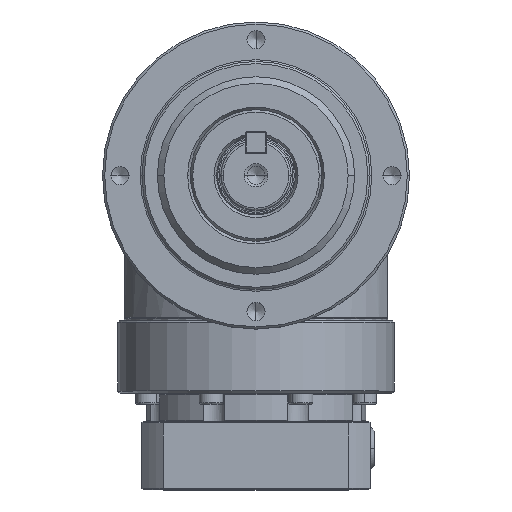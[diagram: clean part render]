
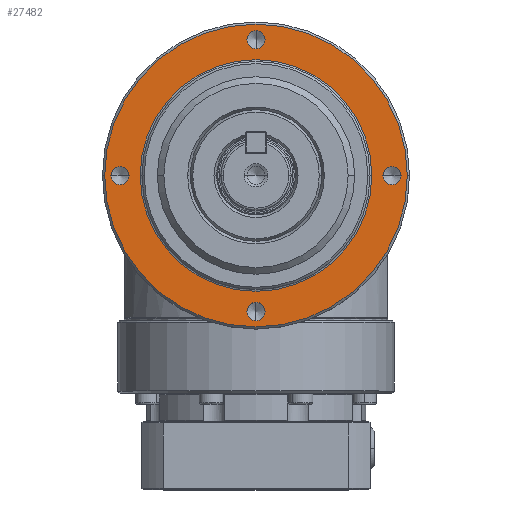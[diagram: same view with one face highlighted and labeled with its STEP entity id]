
A CAD part, top view. The second image highlights one B-rep face of the part: STEP entity #27482.
In plain terms, the highlighted planar face has unit normal (0, 0, 1).
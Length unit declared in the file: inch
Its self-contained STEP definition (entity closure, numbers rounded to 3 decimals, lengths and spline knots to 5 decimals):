
#172 = FACE_BOUND ( 'NONE', #25168, .T. ) ;
#251 = AXIS2_PLACEMENT_3D ( 'NONE', #9113, #23960, #11290 ) ;
#359 = CARTESIAN_POINT ( 'NONE',  ( 0., 1.22047, 0. ) ) ;
#783 = VERTEX_POINT ( 'NONE', #17907 ) ;
#836 = FACE_BOUND ( 'NONE', #6533, .T. ) ;
#899 = CIRCLE ( 'NONE', #26847, 0.08138 ) ;
#1081 = EDGE_CURVE ( 'NONE', #3179, #6157, #15800, .T. ) ;
#1178 = DIRECTION ( 'NONE',  ( 0., 0., -1. ) ) ;
#1606 = EDGE_CURVE ( 'NONE', #24766, #9828, #6580, .T. ) ;
#1629 = ORIENTED_EDGE ( 'NONE', *, *, #1765, .T. ) ;
#1645 = DIRECTION ( 'NONE',  ( -1., 0., 0. ) ) ;
#1765 = EDGE_CURVE ( 'NONE', #783, #9296, #17040, .T. ) ;
#1983 = EDGE_CURVE ( 'NONE', #9296, #783, #899, .T. ) ;
#2366 = CARTESIAN_POINT ( 'NONE',  ( 1.22047, 0., 0. ) ) ;
#2531 = DIRECTION ( 'NONE',  ( 0., 1., 0. ) ) ;
#3179 = VERTEX_POINT ( 'NONE', #10497 ) ;
#3320 = ORIENTED_EDGE ( 'NONE', *, *, #22619, .T. ) ;
#3357 = EDGE_CURVE ( 'NONE', #6157, #3179, #25575, .T. ) ;
#3818 = DIRECTION ( 'NONE',  ( -1., 0., 0. ) ) ;
#3844 = DIRECTION ( 'NONE',  ( 0., 0., 1. ) ) ;
#3905 = CARTESIAN_POINT ( 'NONE',  ( -1.13909, 0., 0. ) ) ;
#3941 = CARTESIAN_POINT ( 'NONE',  ( 0., 0., 0. ) ) ;
#4098 = DIRECTION ( 'NONE',  ( 0., 0., -1. ) ) ;
#4513 = DIRECTION ( 'NONE',  ( 1., 0., 0. ) ) ;
#4571 = EDGE_CURVE ( 'NONE', #25102, #7606, #21586, .T. ) ;
#4768 = CARTESIAN_POINT ( 'NONE',  ( -1.22047, 0., 0. ) ) ;
#4983 = DIRECTION ( 'NONE',  ( 0., 0., -1. ) ) ;
#5048 = AXIS2_PLACEMENT_3D ( 'NONE', #5325, #20272, #7479 ) ;
#5066 = DIRECTION ( 'NONE',  ( 0., 0., -1. ) ) ;
#5325 = CARTESIAN_POINT ( 'NONE',  ( 0., -1.22047, 0. ) ) ;
#5506 = VERTEX_POINT ( 'NONE', #22657 ) ;
#5677 = EDGE_CURVE ( 'NONE', #23116, #15264, #26070, .T. ) ;
#5825 = AXIS2_PLACEMENT_3D ( 'NONE', #359, #15362, #2531 ) ;
#5859 = FACE_BOUND ( 'NONE', #11835, .T. ) ;
#6157 = VERTEX_POINT ( 'NONE', #12427 ) ;
#6501 = FACE_BOUND ( 'NONE', #9711, .T. ) ;
#6533 = EDGE_LOOP ( 'NONE', ( #1629, #18223 ) ) ;
#6580 = CIRCLE ( 'NONE', #12918, 0.08138 ) ;
#6906 = CARTESIAN_POINT ( 'NONE',  ( 0., 0., 0. ) ) ;
#6932 = DIRECTION ( 'NONE',  ( -1., 0., 0. ) ) ;
#7111 = AXIS2_PLACEMENT_3D ( 'NONE', #2366, #17367, #4513 ) ;
#7479 = DIRECTION ( 'NONE',  ( 0., -1., 0. ) ) ;
#7606 = VERTEX_POINT ( 'NONE', #20896 ) ;
#7848 = EDGE_CURVE ( 'NONE', #16543, #5506, #24418, .T. ) ;
#8079 = CARTESIAN_POINT ( 'NONE',  ( 0., 1.30185, 0. ) ) ;
#8813 = AXIS2_PLACEMENT_3D ( 'NONE', #6906, #21823, #9077 ) ;
#9077 = DIRECTION ( 'NONE',  ( -1., 0., 0. ) ) ;
#9113 = CARTESIAN_POINT ( 'NONE',  ( 0., 0., 0. ) ) ;
#9296 = VERTEX_POINT ( 'NONE', #3905 ) ;
#9695 = PLANE ( 'NONE',  #19280 ) ;
#9711 = EDGE_LOOP ( 'NONE', ( #22427, #16390 ) ) ;
#9828 = VERTEX_POINT ( 'NONE', #12503 ) ;
#9992 = CIRCLE ( 'NONE', #21632, 1.35827 ) ;
#10497 = CARTESIAN_POINT ( 'NONE',  ( 1.03937, 0., 0. ) ) ;
#10570 = DIRECTION ( 'NONE',  ( 0., 0., -1. ) ) ;
#11258 = CIRCLE ( 'NONE', #7111, 0.08138 ) ;
#11290 = DIRECTION ( 'NONE',  ( -1., 0., 0. ) ) ;
#11590 = FACE_OUTER_BOUND ( 'NONE', #22385, .T. ) ;
#11835 = EDGE_LOOP ( 'NONE', ( #27077, #11912 ) ) ;
#11912 = ORIENTED_EDGE ( 'NONE', *, *, #1606, .T. ) ;
#12427 = CARTESIAN_POINT ( 'NONE',  ( -1.03937, 0., 0. ) ) ;
#12503 = CARTESIAN_POINT ( 'NONE',  ( 1.30185, 0., 0. ) ) ;
#12629 = ORIENTED_EDGE ( 'NONE', *, *, #7848, .T. ) ;
#12647 = CARTESIAN_POINT ( 'NONE',  ( 0., -1.13909, 0. ) ) ;
#12918 = AXIS2_PLACEMENT_3D ( 'NONE', #17948, #5066, #20043 ) ;
#13601 = CARTESIAN_POINT ( 'NONE',  ( 1.35827, 0., 0. ) ) ;
#13968 = CIRCLE ( 'NONE', #5048, 0.08138 ) ;
#14452 = DIRECTION ( 'NONE',  ( 0., 0., -1. ) ) ;
#14533 = ORIENTED_EDGE ( 'NONE', *, *, #1081, .F. ) ;
#15264 = VERTEX_POINT ( 'NONE', #12647 ) ;
#15362 = DIRECTION ( 'NONE',  ( 0., 0., -1. ) ) ;
#15528 = ORIENTED_EDGE ( 'NONE', *, *, #16759, .F. ) ;
#15800 = CIRCLE ( 'NONE', #20717, 1.03937 ) ;
#16154 = DIRECTION ( 'NONE',  ( -1., 0., 0. ) ) ;
#16287 = CIRCLE ( 'NONE', #5825, 0.08138 ) ;
#16390 = ORIENTED_EDGE ( 'NONE', *, *, #17354, .T. ) ;
#16421 = CARTESIAN_POINT ( 'NONE',  ( 1.13909, 0., 0. ) ) ;
#16543 = VERTEX_POINT ( 'NONE', #8079 ) ;
#16759 = EDGE_CURVE ( 'NONE', #7606, #25102, #9992, .T. ) ;
#16964 = CARTESIAN_POINT ( 'NONE',  ( 0., 1.22047, 0. ) ) ;
#17040 = CIRCLE ( 'NONE', #26512, 0.08138 ) ;
#17265 = FACE_BOUND ( 'NONE', #25554, .T. ) ;
#17354 = EDGE_CURVE ( 'NONE', #15264, #23116, #13968, .T. ) ;
#17367 = DIRECTION ( 'NONE',  ( 0., 0., -1. ) ) ;
#17847 = CARTESIAN_POINT ( 'NONE',  ( 0., 0., 0. ) ) ;
#17907 = CARTESIAN_POINT ( 'NONE',  ( -1.30185, 0., 0. ) ) ;
#17948 = CARTESIAN_POINT ( 'NONE',  ( 1.22047, 0., 0. ) ) ;
#18223 = ORIENTED_EDGE ( 'NONE', *, *, #1983, .T. ) ;
#18548 = ORIENTED_EDGE ( 'NONE', *, *, #3357, .F. ) ;
#19069 = DIRECTION ( 'NONE',  ( 0., 1., 0. ) ) ;
#19280 = AXIS2_PLACEMENT_3D ( 'NONE', #24520, #1178, #16154 ) ;
#19310 = CARTESIAN_POINT ( 'NONE',  ( 0., -1.30185, 0. ) ) ;
#19676 = EDGE_CURVE ( 'NONE', #9828, #24766, #11258, .T. ) ;
#19733 = DIRECTION ( 'NONE',  ( 0., 0., -1. ) ) ;
#19946 = DIRECTION ( 'NONE',  ( -1., 0., 0. ) ) ;
#20043 = DIRECTION ( 'NONE',  ( 1., 0., 0. ) ) ;
#20272 = DIRECTION ( 'NONE',  ( 0., 0., -1. ) ) ;
#20531 = ORIENTED_EDGE ( 'NONE', *, *, #4571, .F. ) ;
#20717 = AXIS2_PLACEMENT_3D ( 'NONE', #3941, #3844, #3818 ) ;
#20896 = CARTESIAN_POINT ( 'NONE',  ( -1.35827, 0., 0. ) ) ;
#21295 = AXIS2_PLACEMENT_3D ( 'NONE', #16964, #4098, #19069 ) ;
#21586 = CIRCLE ( 'NONE', #251, 1.35827 ) ;
#21632 = AXIS2_PLACEMENT_3D ( 'NONE', #17847, #4983, #19946 ) ;
#21823 = DIRECTION ( 'NONE',  ( 0., 0., 1. ) ) ;
#21914 = AXIS2_PLACEMENT_3D ( 'NONE', #23298, #10570, #25346 ) ;
#22385 = EDGE_LOOP ( 'NONE', ( #15528, #20531 ) ) ;
#22427 = ORIENTED_EDGE ( 'NONE', *, *, #5677, .T. ) ;
#22619 = EDGE_CURVE ( 'NONE', #5506, #16543, #16287, .T. ) ;
#22657 = CARTESIAN_POINT ( 'NONE',  ( 0., 1.13909, 0. ) ) ;
#23116 = VERTEX_POINT ( 'NONE', #19310 ) ;
#23298 = CARTESIAN_POINT ( 'NONE',  ( 0., -1.22047, 0. ) ) ;
#23960 = DIRECTION ( 'NONE',  ( 0., 0., -1. ) ) ;
#24418 = CIRCLE ( 'NONE', #21295, 0.08138 ) ;
#24520 = CARTESIAN_POINT ( 'NONE',  ( 0., 0., 0. ) ) ;
#24766 = VERTEX_POINT ( 'NONE', #16421 ) ;
#25102 = VERTEX_POINT ( 'NONE', #13601 ) ;
#25168 = EDGE_LOOP ( 'NONE', ( #18548, #14533 ) ) ;
#25346 = DIRECTION ( 'NONE',  ( 0., -1., 0. ) ) ;
#25554 = EDGE_LOOP ( 'NONE', ( #12629, #3320 ) ) ;
#25575 = CIRCLE ( 'NONE', #8813, 1.03937 ) ;
#26070 = CIRCLE ( 'NONE', #21914, 0.08138 ) ;
#26512 = AXIS2_PLACEMENT_3D ( 'NONE', #27032, #14452, #1645 ) ;
#26847 = AXIS2_PLACEMENT_3D ( 'NONE', #4768, #19733, #6932 ) ;
#27032 = CARTESIAN_POINT ( 'NONE',  ( -1.22047, 0., 0. ) ) ;
#27077 = ORIENTED_EDGE ( 'NONE', *, *, #19676, .T. ) ;
#27482 = ADVANCED_FACE ( 'NONE', ( #11590, #6501, #836, #17265, #5859, #172 ), #9695, .F. ) ;
